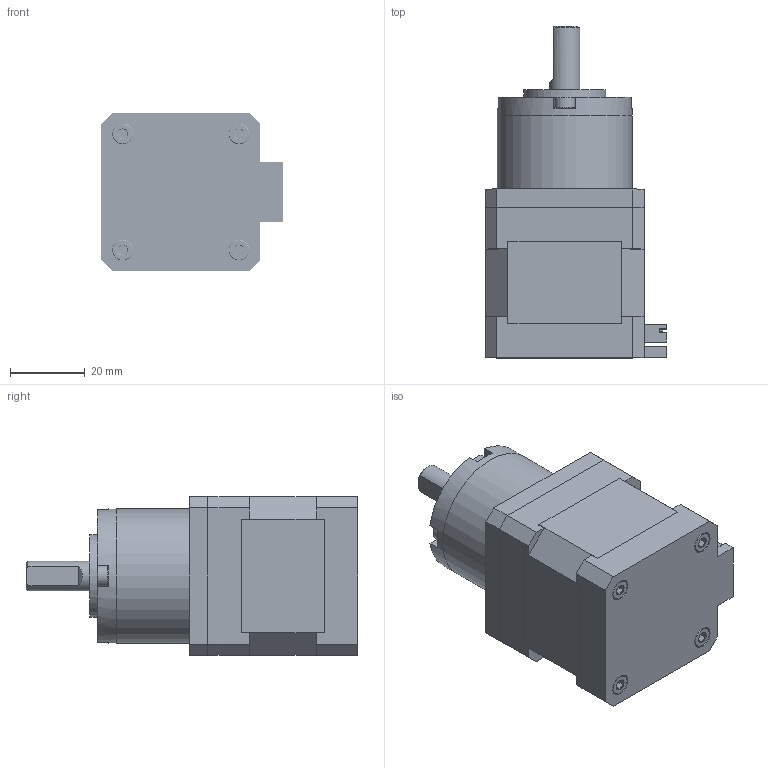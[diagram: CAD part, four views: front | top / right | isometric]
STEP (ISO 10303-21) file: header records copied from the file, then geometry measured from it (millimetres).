
FILE_DESCRIPTION(/* description */ (''),/* implementation_level */ '2;1');
FILE_NAME(/* name */ 'Nema 17 40mm 5_1 Planetary Gearbox.step',/* time_stamp */ '2020-03-05T00:16:33+01:00',/* author */ (''),/* organization */ (''),/* preprocessor_version */ 'ST-DEVELOPER v18',/* originating_system */ 'Autodesk Translation Framework v8.12.0.6',/* authorisation */ '');
FILE_SCHEMA (('AUTOMOTIVE_DESIGN { 1 0 10303 214 3 1 1 }'));
Length unit declared in the file: millimetre
Products named in the file (13): Nema 17 Planetary Gearbox; Nema 17 40mm; Mid; Shaft; JST 2.0 PH - 6 Pin; Pin; M3 x 15mm; Screw; Nema 17 5:1 Planetary Gearbox; Mid_1; Shaft_1; Screws; M3 x 6mm
Assembly tree (22 placements, depth 4):
  Nema 17 Planetary Gearbox
    Nema 17 40mm
      Mid
      Shaft
      JST 2.0 PH - 6 Pin
        Pin
      M3 x 15mm  x4
        Screw
    Nema 17 5:1 Planetary Gearbox
      Mid_1
      Shaft_1
      Screws
        M3 x 6mm  x8
Bounding box: 48.3 x 88.5 x 42.3 mm (x, y, z)
Volume: 105746.2 mm3; surface area: 34537.3 mm2
Topology: 27 solids, 27 shells, 934 faces, 2445 edges, 1602 vertices
Faces by surface type: cylinder 485, plane 299, cone 126, bspline 24
Full cylindrical faces by diameter (mm): 2.35 x192, 2.529 x8, 3 x204, 3.2 x8, 3.5 x4, 5 x1, 5.5 x12, 5.75 x8, 8 x2, 10 x1, 22 x3, 36 x2
Entity records: 16600 total; most frequent: CARTESIAN_POINT 7618, ORIENTED_EDGE 1852, DIRECTION 1689, EDGE_CURVE 926, VERTEX_POINT 625, AXIS2_PLACEMENT_3D 567, LINE 555, VECTOR 555
